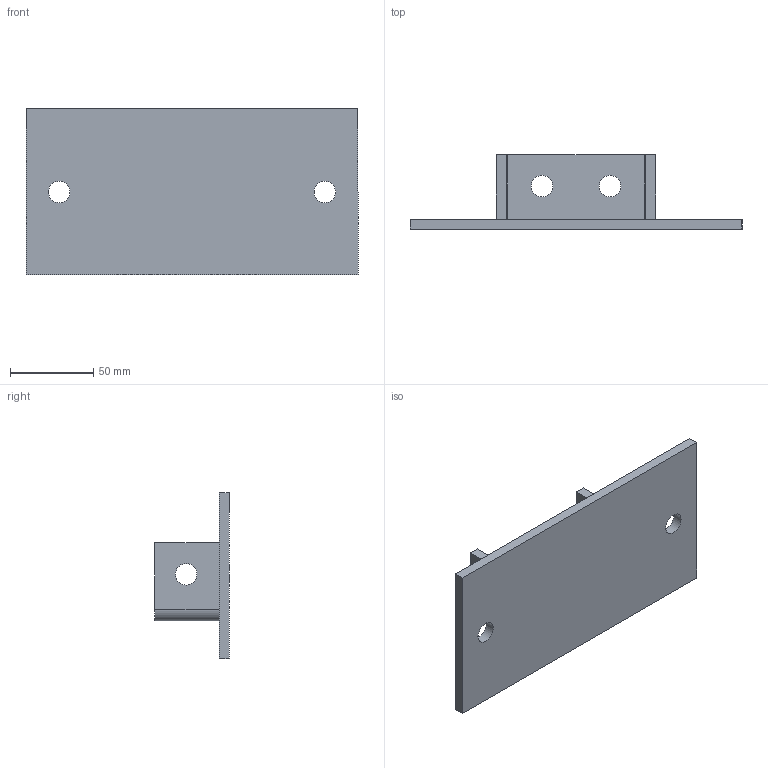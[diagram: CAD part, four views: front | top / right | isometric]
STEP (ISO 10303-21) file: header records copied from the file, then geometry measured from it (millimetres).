
FILE_DESCRIPTION (( 'STEP AP203' ), '1' );
FILE_NAME ('Êðåïëåíèå ê ïîòîëêó BSF-82_BSF8202HDZ.STEP', '2012-11-27T13:19:20', ( 'Àñååâ' ), ( '' ), 'SwSTEP 2.0', 'SolidWorks 2012', '' );
FILE_SCHEMA (( 'CONFIG_CONTROL_DESIGN' ));
Length unit declared in the file: millimetre
Products named in the file (1): Êðåïëåíèå ê ïîòîëêó BSF-82_BSF8202HDZ
Bounding box: 200 x 45 x 100 mm (x, y, z)
Volume: 156070.2 mm3; surface area: 57561.7 mm2
Topology: 1 solids, 1 shells, 25 faces, 70 edges, 48 vertices
Faces by surface type: plane 15, cylinder 10
Full cylindrical faces by diameter (mm): 13 x6
Entity records: 851 total; most frequent: DIRECTION 132, CARTESIAN_POINT 130, ORIENTED_EDGE 120, EDGE_CURVE 60, AXIS2_PLACEMENT_3D 46, EDGE_LOOP 44, VERTEX_POINT 44, LINE 40
